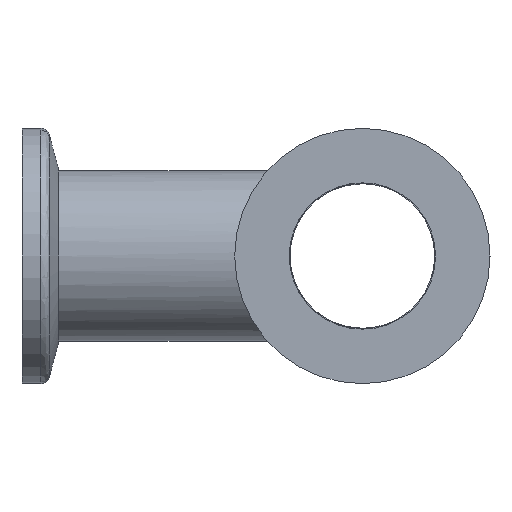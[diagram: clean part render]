
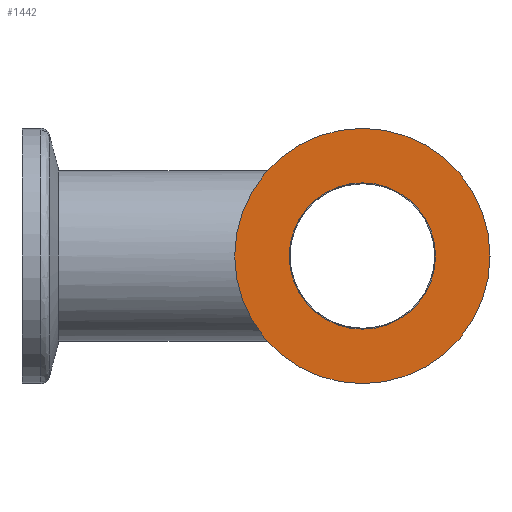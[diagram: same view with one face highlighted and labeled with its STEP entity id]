
A CAD part, left-side view. The second image highlights one B-rep face of the part: STEP entity #1442.
In plain terms, the highlighted planar face has unit normal (-1, 0, 0).
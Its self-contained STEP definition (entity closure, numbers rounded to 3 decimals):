
#116 = VERTEX_POINT ( 'NONE', #419 ) ;
#135 = CIRCLE ( 'NONE', #1064, 15. ) ;
#144 = EDGE_CURVE ( 'NONE', #116, #116, #135, .T. ) ;
#233 = EDGE_LOOP ( 'NONE', ( #302 ) ) ;
#240 = DIRECTION ( 'NONE',  ( 0., 0., 1. ) ) ;
#246 = FACE_OUTER_BOUND ( 'NONE', #1814, .T. ) ;
#302 = ORIENTED_EDGE ( 'NONE', *, *, #550, .T. ) ;
#363 = DIRECTION ( 'NONE',  ( 0., 0., -1. ) ) ;
#419 = CARTESIAN_POINT ( 'NONE',  ( 0., 0., -15. ) ) ;
#550 = EDGE_CURVE ( 'NONE', #1166, #1166, #611, .T. ) ;
#611 = CIRCLE ( 'NONE', #1786, 8.6 ) ;
#957 = CARTESIAN_POINT ( 'NONE',  ( 0., 0., 0. ) ) ;
#959 = DIRECTION ( 'NONE',  ( 1., 0., 0. ) ) ;
#972 = DIRECTION ( 'NONE',  ( -1., 0., 0. ) ) ;
#1064 = AXIS2_PLACEMENT_3D ( 'NONE', #957, #972, #1537 ) ;
#1166 = VERTEX_POINT ( 'NONE', #1622 ) ;
#1228 = AXIS2_PLACEMENT_3D ( 'NONE', #1423, #1723, #240 ) ;
#1386 = CARTESIAN_POINT ( 'NONE',  ( 0., 0., 0. ) ) ;
#1423 = CARTESIAN_POINT ( 'NONE',  ( 0., 15., 0. ) ) ;
#1426 = FACE_BOUND ( 'NONE', #233, .T. ) ;
#1442 = ADVANCED_FACE ( 'NONE', ( #1426, #246 ), #1860, .T. ) ;
#1537 = DIRECTION ( 'NONE',  ( 0., 0., -1. ) ) ;
#1622 = CARTESIAN_POINT ( 'NONE',  ( 0., 0., -8.6 ) ) ;
#1723 = DIRECTION ( 'NONE',  ( -1., 0., 0. ) ) ;
#1786 = AXIS2_PLACEMENT_3D ( 'NONE', #1386, #959, #363 ) ;
#1814 = EDGE_LOOP ( 'NONE', ( #1911 ) ) ;
#1860 = PLANE ( 'NONE',  #1228 ) ;
#1911 = ORIENTED_EDGE ( 'NONE', *, *, #144, .T. ) ;
